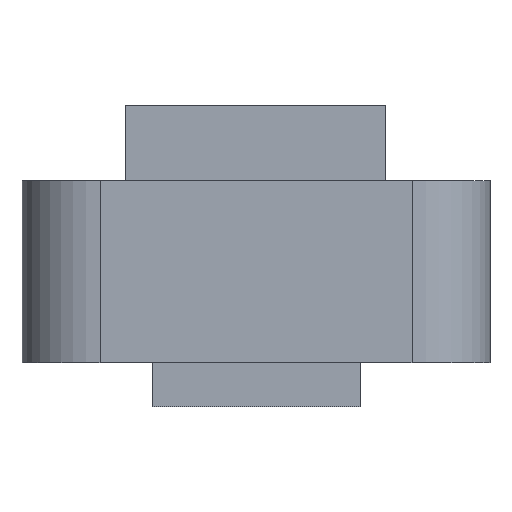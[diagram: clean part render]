
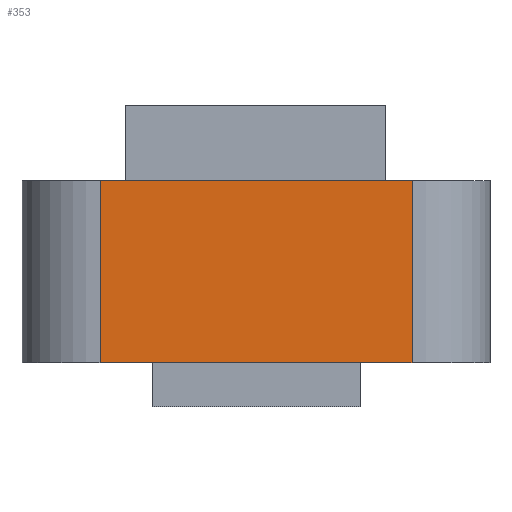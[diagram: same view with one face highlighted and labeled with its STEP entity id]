
A CAD part, left-side view. The second image highlights one B-rep face of the part: STEP entity #353.
In plain terms, the highlighted planar face has unit normal (-1, 0, 0).
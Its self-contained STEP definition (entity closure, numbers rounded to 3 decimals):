
#219=CARTESIAN_POINT('',(-25.,-6.,0.0));
#220=VERTEX_POINT('',#219);
#228=CARTESIAN_POINT('',(-25.0,6.,0.0));
#229=VERTEX_POINT('',#228);
#230=CARTESIAN_POINT('',(-25.,-6.,0.0));
#231=DIRECTION('',(0.0,1.0,0.0));
#232=VECTOR('',#231,12.0);
#233=LINE('',#230,#232);
#234=EDGE_CURVE('',#220,#229,#233,.T.);
#305=CARTESIAN_POINT('',(-25.,-6.,7.));
#306=VERTEX_POINT('',#305);
#314=CARTESIAN_POINT('',(-25.,-6.,7.));
#315=DIRECTION('',(0.0,0.0,-1.0));
#316=VECTOR('',#315,7.);
#317=LINE('',#314,#316);
#318=EDGE_CURVE('',#306,#220,#317,.T.);
#330=CARTESIAN_POINT('',(-25.0,9.0,0.0));
#331=DIRECTION('',(-1.0,0.0,0.0));
#332=DIRECTION('',(0.0,-1.0,0.0));
#333=AXIS2_PLACEMENT_3D('',#330,#331,#332);
#334=PLANE('',#333);
#335=ORIENTED_EDGE('',*,*,#318,.F.);
#336=CARTESIAN_POINT('',(-25.0,6.,7.));
#337=VERTEX_POINT('',#336);
#338=CARTESIAN_POINT('',(-25.0,6.,7.));
#339=DIRECTION('',(0.0,-1.0,0.0));
#340=VECTOR('',#339,12.0);
#341=LINE('',#338,#340);
#342=EDGE_CURVE('',#337,#306,#341,.T.);
#343=ORIENTED_EDGE('',*,*,#342,.F.);
#344=CARTESIAN_POINT('',(-25.0,6.,0.0));
#345=DIRECTION('',(0.0,0.0,1.0));
#346=VECTOR('',#345,7.);
#347=LINE('',#344,#346);
#348=EDGE_CURVE('',#229,#337,#347,.T.);
#349=ORIENTED_EDGE('',*,*,#348,.F.);
#350=ORIENTED_EDGE('',*,*,#234,.F.);
#351=EDGE_LOOP('',(#335,#343,#349,#350));
#352=FACE_OUTER_BOUND('',#351,.T.);
#353=ADVANCED_FACE('',(#352),#334,.T.);
